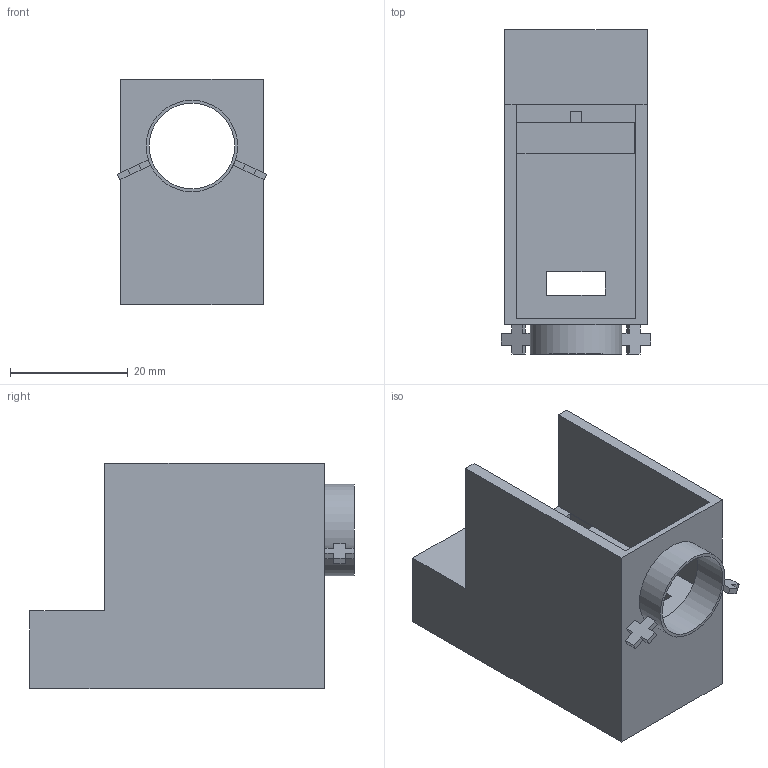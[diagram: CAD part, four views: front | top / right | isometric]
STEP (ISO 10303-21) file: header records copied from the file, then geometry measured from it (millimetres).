
FILE_DESCRIPTION(/* description */ ('','CAx-IF Rec.Pracs.---Representation and Presentation of Product Manufacturing Information (PMI)---4.0---2014-10-13'),/* implementation_level */ '2;1');
FILE_NAME(/* name */ 'Upper Shoulder v12.step',/* time_stamp */ '2025-01-23T12:56:27+11:00',/* author */ (''),/* organization */ (''),/* preprocessor_version */ 'ST-DEVELOPER v20',/* originating_system */ 'Autodesk Translation Framework v13.20.0.188',/* authorisation */ '');
FILE_SCHEMA (('FEATURE_BASED_PROCESS_PLANNING','AP242_MANAGED_MODEL_BASED_3D_ENGINEERING_MIM_LF { 1 0 10303 442 1 1 4 }'));
Length unit declared in the file: millimetre
Products named in the file (2): Upper Shoulder Newest; SERVO ARM HORN 25T ALUMINIUM
Assembly tree (1 placements, depth 2):
  Upper Shoulder Newest
    SERVO ARM HORN 25T ALUMINIUM
Bounding box: 25.35 x 55 x 38.2 mm (x, y, z)
Volume: 21002.1 mm3; surface area: 10565.4 mm2
Topology: 1 solids, 1 shells, 59 faces, 162 edges, 108 vertices
Faces by surface type: plane 53, cylinder 6
Full cylindrical faces by diameter (mm): 14.5 x1, 15.5 x1
Entity records: 1921 total; most frequent: CARTESIAN_POINT 332, ORIENTED_EDGE 324, DIRECTION 302, EDGE_CURVE 162, LINE 146, VECTOR 146, VERTEX_POINT 108, AXIS2_PLACEMENT_3D 78
